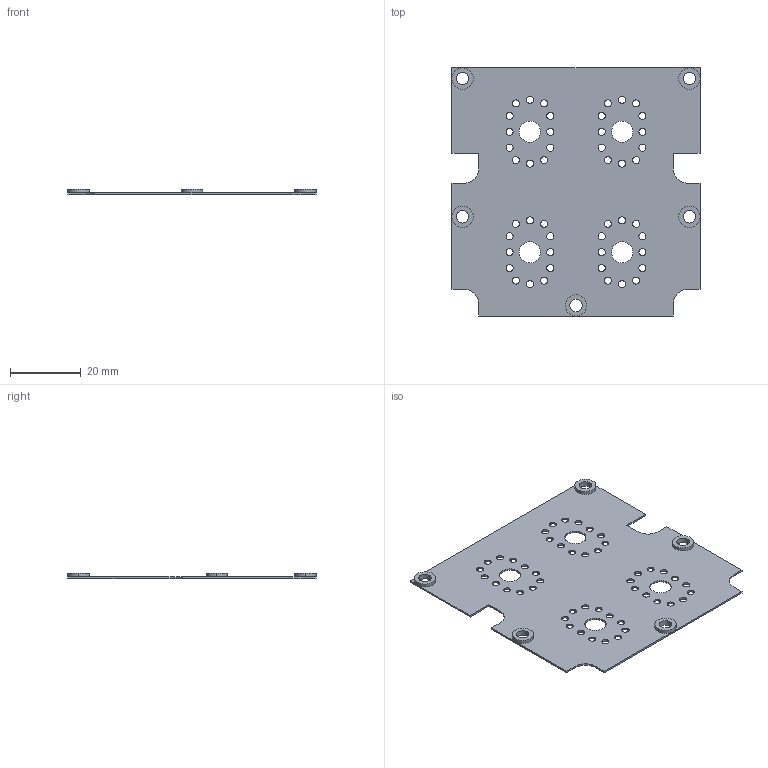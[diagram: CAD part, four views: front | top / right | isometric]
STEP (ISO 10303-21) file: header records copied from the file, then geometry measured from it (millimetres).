
FILE_DESCRIPTION (( 'STEP AP214' ), '1' );
FILE_NAME ('isolationboard.step', '2020-01-14T03:02:27', ( '' ), ( '' ), 'SwSTEP 2.0', 'SolidWorks 2018', '' );
FILE_SCHEMA (( 'AUTOMOTIVE_DESIGN' ));
Length unit declared in the file: millimetre
Products named in the file (1): isolationboard
Bounding box: 70 x 70 x 1.5 mm (x, y, z)
Volume: 2274.1 mm3; surface area: 9240.2 mm2
Topology: 1 solids, 1 shells, 153 faces, 442 edges, 291 vertices
Faces by surface type: cylinder 128, plane 25
Entity records: 5429 total; most frequent: DIRECTION 1009, CARTESIAN_POINT 887, ORIENTED_EDGE 884, EDGE_CURVE 442, AXIS2_PLACEMENT_3D 413, VERTEX_POINT 291, EDGE_LOOP 267, CIRCLE 259
